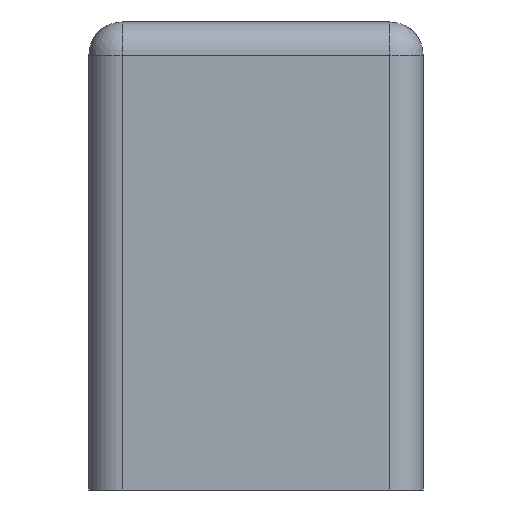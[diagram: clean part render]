
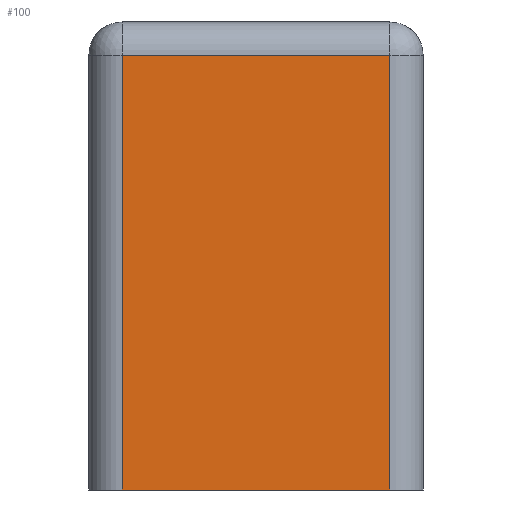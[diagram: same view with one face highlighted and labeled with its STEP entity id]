
A CAD part, left-side view. The second image highlights one B-rep face of the part: STEP entity #100.
In plain terms, the highlighted planar face has unit normal (-1, 0, 0).
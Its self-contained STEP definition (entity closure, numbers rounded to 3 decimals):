
#100=ADVANCED_FACE('',(#148),#131,.T.);
#131=PLANE('',#598);
#148=FACE_OUTER_BOUND('',#178,.T.);
#178=EDGE_LOOP('',(#249,#250,#251,#252));
#249=ORIENTED_EDGE('',*,*,#436,.F.);
#250=ORIENTED_EDGE('',*,*,#437,.T.);
#251=ORIENTED_EDGE('',*,*,#421,.T.);
#252=ORIENTED_EDGE('',*,*,#435,.F.);
#377=VERTEX_POINT('',#810);
#378=VERTEX_POINT('',#811);
#390=VERTEX_POINT('',#838);
#391=VERTEX_POINT('',#842);
#421=EDGE_CURVE('',#377,#378,#493,.T.);
#435=EDGE_CURVE('',#390,#378,#502,.T.);
#436=EDGE_CURVE('',#391,#390,#503,.T.);
#437=EDGE_CURVE('',#391,#377,#504,.T.);
#493=LINE('',#809,#541);
#502=LINE('',#839,#550);
#503=LINE('',#841,#551);
#504=LINE('',#843,#552);
#541=VECTOR('',#648,1.);
#550=VECTOR('',#671,1.);
#551=VECTOR('',#674,1.);
#552=VECTOR('',#675,1.);
#598=AXIS2_PLACEMENT_3D('',#844,#676,#677);
#648=DIRECTION('',(0.,-1.,0.));
#671=DIRECTION('',(0.,0.,-1.));
#674=DIRECTION('',(0.,-1.,0.));
#675=DIRECTION('',(0.,0.,-1.));
#676=DIRECTION('',(-1.,0.,0.));
#677=DIRECTION('',(0.,1.,0.));
#809=CARTESIAN_POINT('',(-0.5,0.2,0.076));
#810=CARTESIAN_POINT('',(-0.5,0.2,0.076));
#811=CARTESIAN_POINT('',(-0.5,-0.2,0.076));
#838=CARTESIAN_POINT('',(-0.5,-0.2,0.726));
#839=CARTESIAN_POINT('',(-0.5,-0.2,0.726));
#841=CARTESIAN_POINT('',(-0.5,0.2,0.726));
#842=CARTESIAN_POINT('',(-0.5,0.2,0.726));
#843=CARTESIAN_POINT('',(-0.5,0.2,0.726));
#844=CARTESIAN_POINT('',(-0.5,0.25,0.076));
